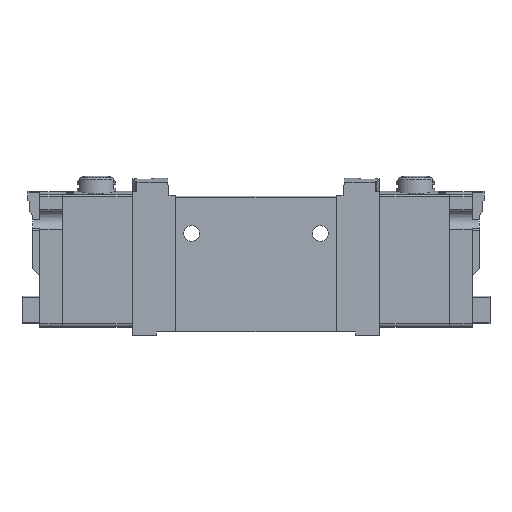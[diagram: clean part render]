
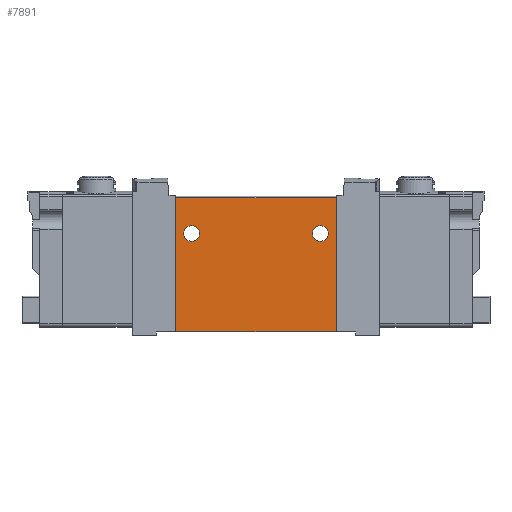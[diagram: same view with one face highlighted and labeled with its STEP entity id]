
A CAD part, top view. The second image highlights one B-rep face of the part: STEP entity #7891.
In plain terms, the highlighted planar face has unit normal (0, 0, 1).
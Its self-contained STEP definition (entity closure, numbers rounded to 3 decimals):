
#87=PLANE('',#8484);
#565=LINE('',#11972,#1427);
#599=LINE('',#12046,#1461);
#639=LINE('',#12153,#1501);
#641=LINE('',#12160,#1503);
#1427=VECTOR('',#9411,1000.);
#1461=VECTOR('',#9461,1000.);
#1501=VECTOR('',#9565,1000.);
#1503=VECTOR('',#9573,1000.);
#2594=ORIENTED_EDGE('',*,*,#4851,.F.);
#2595=ORIENTED_EDGE('',*,*,#4852,.F.);
#2596=ORIENTED_EDGE('',*,*,#4755,.T.);
#2597=ORIENTED_EDGE('',*,*,#4853,.F.);
#2598=ORIENTED_EDGE('',*,*,#4793,.F.);
#2599=ORIENTED_EDGE('',*,*,#4849,.T.);
#4755=EDGE_CURVE('',#5905,#5904,#565,.T.);
#4793=EDGE_CURVE('',#5936,#5931,#599,.T.);
#4849=EDGE_CURVE('',#5936,#5905,#639,.T.);
#4851=EDGE_CURVE('',#5972,#5972,#6564,.F.);
#4852=EDGE_CURVE('',#5973,#5973,#6565,.F.);
#4853=EDGE_CURVE('',#5931,#5904,#641,.T.);
#5904=VERTEX_POINT('',#11971);
#5905=VERTEX_POINT('',#11973);
#5931=VERTEX_POINT('',#12034);
#5936=VERTEX_POINT('',#12045);
#5972=VERTEX_POINT('',#12157);
#5973=VERTEX_POINT('',#12159);
#6564=CIRCLE('',#8485,1.65);
#6565=CIRCLE('',#8486,1.65);
#6784=EDGE_LOOP('',(#2594));
#6785=EDGE_LOOP('',(#2595));
#6786=EDGE_LOOP('',(#2596,#2597,#2598,#2599));
#7308=FACE_BOUND('',#6784,.T.);
#7309=FACE_BOUND('',#6785,.T.);
#7310=FACE_BOUND('',#6786,.T.);
#7891=ADVANCED_FACE('',(#7308,#7309,#7310),#87,.F.);
#8484=AXIS2_PLACEMENT_3D('',#12155,#9567,#9568);
#8485=AXIS2_PLACEMENT_3D('',#12156,#9569,#9570);
#8486=AXIS2_PLACEMENT_3D('',#12158,#9571,#9572);
#9411=DIRECTION('',(0.,-1.,0.));
#9461=DIRECTION('',(0.,-1.,0.));
#9565=DIRECTION('',(-1.,0.,0.));
#9567=DIRECTION('',(0.,0.,-1.));
#9568=DIRECTION('',(-1.,0.,0.));
#9569=DIRECTION('',(0.,0.,-1.));
#9570=DIRECTION('',(-1.,0.,0.));
#9571=DIRECTION('',(0.,0.,-1.));
#9572=DIRECTION('',(-1.,0.,0.));
#9573=DIRECTION('',(-1.,0.,0.));
#11971=CARTESIAN_POINT('',(-16.9,0.,5.1));
#11972=CARTESIAN_POINT('',(-16.9,28.15,5.1));
#11973=CARTESIAN_POINT('',(-16.9,28.15,5.1));
#12034=CARTESIAN_POINT('',(16.9,0.,5.1));
#12045=CARTESIAN_POINT('',(16.9,28.15,5.1));
#12046=CARTESIAN_POINT('',(16.9,28.15,5.1));
#12153=CARTESIAN_POINT('',(16.9,28.15,5.1));
#12155=CARTESIAN_POINT('',(16.9,28.15,5.1));
#12156=CARTESIAN_POINT('',(13.5,20.65,5.1));
#12157=CARTESIAN_POINT('',(11.85,20.65,5.1));
#12158=CARTESIAN_POINT('',(-13.5,20.65,5.1));
#12159=CARTESIAN_POINT('',(-15.15,20.65,5.1));
#12160=CARTESIAN_POINT('',(16.9,0.,5.1));
